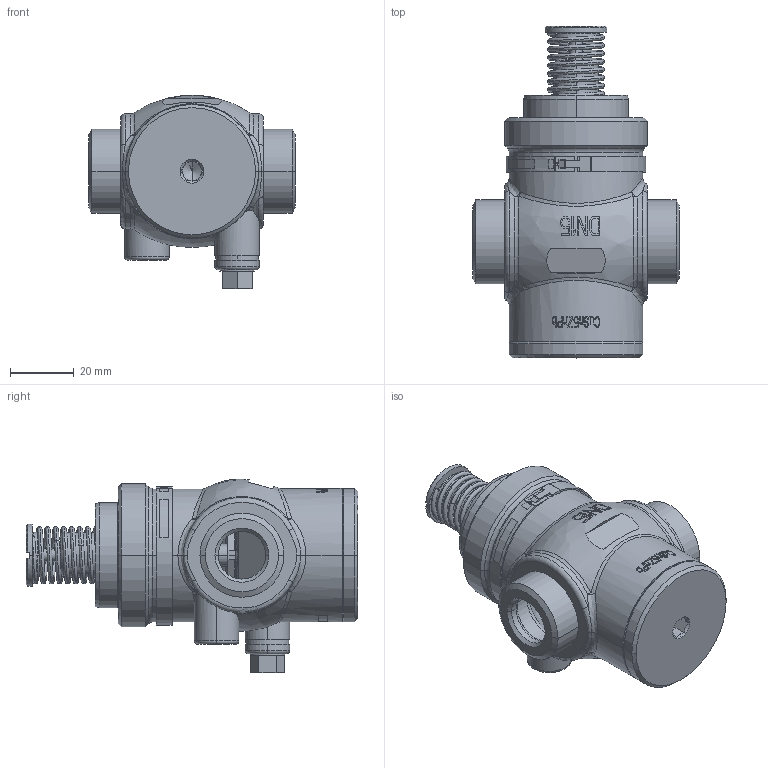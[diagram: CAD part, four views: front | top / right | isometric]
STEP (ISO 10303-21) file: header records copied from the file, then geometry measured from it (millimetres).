
FILE_DESCRIPTION((''),'2;1');
FILE_NAME('065B0791','2010-01-04T',('u243613'),('Danfoss Trata d.o.o.'),'PRO/ENGINEER BY PARAMETRIC TECHNOLOGY CORPORATION, 2009230','PRO/ENGINEER BY PARAMETRIC TECHNOLOGY CORPORATION, 2009230','');
FILE_SCHEMA(('CONFIG_CONTROL_DESIGN'));
Length unit declared in the file: millimetre
Products named in the file (1): 065B0791
Bounding box: 65 x 104.45 x 60.91 mm (x, y, z)
Volume: 91411.8 mm3; surface area: 44579.9 mm2
Topology: 1 solids, 1 shells, 985 faces, 2479 edges, 1556 vertices
Faces by surface type: plane 534, cylinder 174, cone 107, bspline 97, torus 63, sphere 10
Entity records: 42602 total; most frequent: CARTESIAN_POINT 20379, ORIENTED_EDGE 4950, DIRECTION 4174, EDGE_CURVE 2475, AXIS2_PLACEMENT_3D 1630, VERTEX_POINT 1556, EDGE_LOOP 1061, FACE_OUTER_BOUND 985
